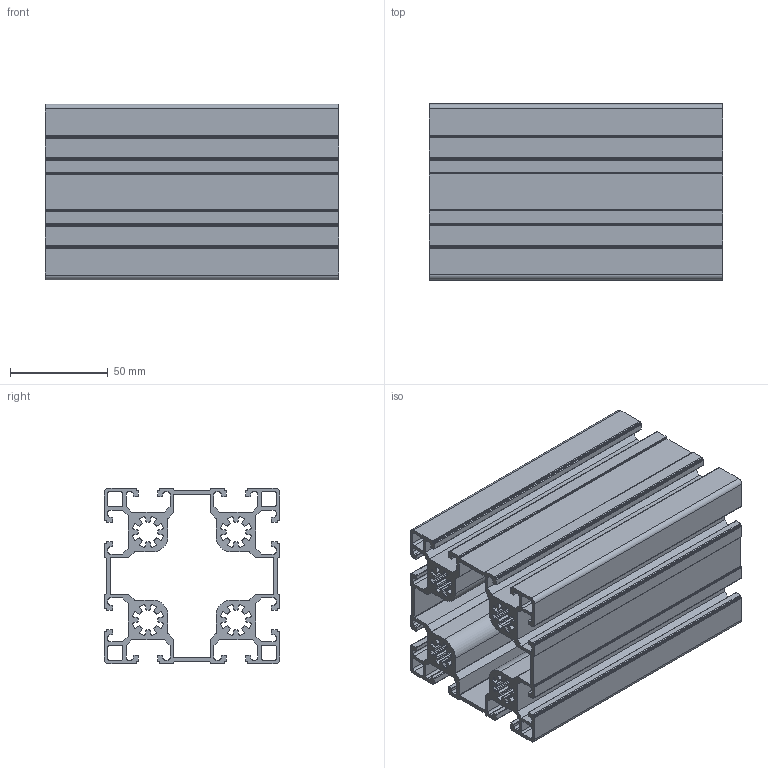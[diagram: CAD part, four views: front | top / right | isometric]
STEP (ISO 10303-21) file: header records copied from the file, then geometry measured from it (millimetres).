
FILE_DESCRIPTION(('STEP'), '1');
FILE_NAME('WF8_LCF10-9090-150.0', '2024-09-11T16:13:37', (''), (''), 'Express 3.0.2.2', 'Express Tool', 'Unknown');
FILE_SCHEMA(('AUTOMOTIVE_DESIGN'));
Length unit declared in the file: millimetre
Products named in the file (1): WF8_LCF10-9090-150.0
Bounding box: 150 x 90 x 90 mm (x, y, z)
Volume: 304625.1 mm3; surface area: 233958.1 mm2
Topology: 1 solids, 1 shells, 670 faces, 2004 edges, 1336 vertices
Faces by surface type: bspline 670
Entity records: 25461 total; most frequent: CARTESIAN_POINT 14553, ORIENTED_EDGE 4008, EDGE_CURVE 2004, VERTEX_POINT 1336, B_SPLINE_CURVE_WITH_KNOTS 1212, EDGE_LOOP 688, ADVANCED_FACE 670, FACE_OUTER_BOUND 670
